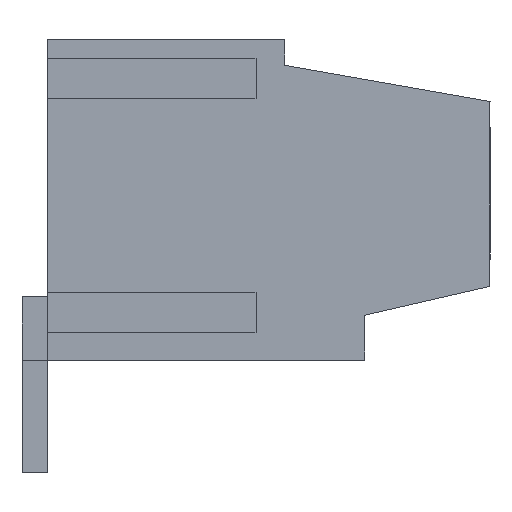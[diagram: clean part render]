
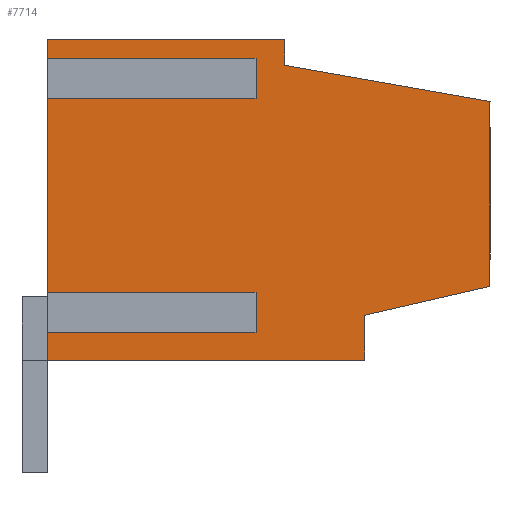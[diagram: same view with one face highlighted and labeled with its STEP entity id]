
A CAD part, left-side view. The second image highlights one B-rep face of the part: STEP entity #7714.
In plain terms, the highlighted planar face has unit normal (-1, 0, 0).
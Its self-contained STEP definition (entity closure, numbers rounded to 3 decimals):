
#7651=AXIS2_PLACEMENT_3D('Plane Axis2P3D',#7648,#7649,#7650) ;
#6698=CARTESIAN_POINT('Vertex',(0.55,13.8,3.5)) ;
#6701=CARTESIAN_POINT('Line Origine',(0.55,13.8,4.097)) ;
#6705=CARTESIAN_POINT('Vertex',(0.55,13.8,4.694)) ;
#6726=CARTESIAN_POINT('Vertex',(0.55,13.8,5.306)) ;
#6729=CARTESIAN_POINT('Line Origine',(0.55,13.8,8.65)) ;
#6733=CARTESIAN_POINT('Vertex',(0.55,13.8,11.994)) ;
#6754=CARTESIAN_POINT('Vertex',(0.55,13.8,12.606)) ;
#6757=CARTESIAN_POINT('Line Origine',(0.55,13.8,13.053)) ;
#6761=CARTESIAN_POINT('Vertex',(0.55,13.8,13.5)) ;
#7209=CARTESIAN_POINT('Line Origine',(0.55,10.1,13.5)) ;
#7213=CARTESIAN_POINT('Vertex',(0.55,6.4,13.5)) ;
#7302=CARTESIAN_POINT('Line Origine',(0.55,6.4,13.1)) ;
#7306=CARTESIAN_POINT('Vertex',(0.55,6.4,12.7)) ;
#7327=CARTESIAN_POINT('Line Origine',(0.55,3.2,12.136)) ;
#7331=CARTESIAN_POINT('Vertex',(0.55,0.,11.572)) ;
#7352=CARTESIAN_POINT('Line Origine',(0.55,0.,8.686)) ;
#7356=CARTESIAN_POINT('Vertex',(0.55,0.,5.8)) ;
#7413=CARTESIAN_POINT('Line Origine',(0.55,1.95,5.35)) ;
#7417=CARTESIAN_POINT('Vertex',(0.55,3.9,4.9)) ;
#7548=CARTESIAN_POINT('Vertex',(0.55,3.9,3.5)) ;
#7551=CARTESIAN_POINT('Line Origine',(0.55,8.85,3.5)) ;
#7648=CARTESIAN_POINT('Axis2P3D Location',(0.55,14.6,0.)) ;
#7653=CARTESIAN_POINT('Line Origine',(0.55,10.55,5.306)) ;
#7657=CARTESIAN_POINT('Vertex',(0.55,7.3,5.306)) ;
#7660=CARTESIAN_POINT('Line Origine',(0.55,7.3,5.)) ;
#7664=CARTESIAN_POINT('Vertex',(0.55,7.3,4.694)) ;
#7667=CARTESIAN_POINT('Line Origine',(0.55,10.55,4.694)) ;
#7672=CARTESIAN_POINT('Line Origine',(0.55,3.9,4.2)) ;
#7677=CARTESIAN_POINT('Line Origine',(0.55,10.55,12.606)) ;
#7681=CARTESIAN_POINT('Vertex',(0.55,7.3,12.606)) ;
#7684=CARTESIAN_POINT('Line Origine',(0.55,7.3,12.3)) ;
#7688=CARTESIAN_POINT('Vertex',(0.55,7.3,11.994)) ;
#7691=CARTESIAN_POINT('Line Origine',(0.55,10.55,11.994)) ;
#6702=DIRECTION('Vector Direction',(0.,0.,-1.)) ;
#6730=DIRECTION('Vector Direction',(0.,0.,-1.)) ;
#6758=DIRECTION('Vector Direction',(0.,0.,-1.)) ;
#7210=DIRECTION('Vector Direction',(0.,1.,0.)) ;
#7303=DIRECTION('Vector Direction',(0.,0.,1.)) ;
#7328=DIRECTION('Vector Direction',(0.,0.985,0.174)) ;
#7353=DIRECTION('Vector Direction',(0.,0.,1.)) ;
#7414=DIRECTION('Vector Direction',(0.,-0.974,0.225)) ;
#7552=DIRECTION('Vector Direction',(0.,-1.,0.)) ;
#7649=DIRECTION('Axis2P3D Direction',(-1.,0.,0.)) ;
#7650=DIRECTION('Axis2P3D XDirection',(0.,-1.,0.)) ;
#7654=DIRECTION('Vector Direction',(0.,-1.,0.)) ;
#7661=DIRECTION('Vector Direction',(0.,0.,-1.)) ;
#7668=DIRECTION('Vector Direction',(0.,-1.,0.)) ;
#7673=DIRECTION('Vector Direction',(0.,0.,1.)) ;
#7678=DIRECTION('Vector Direction',(0.,-1.,0.)) ;
#7685=DIRECTION('Vector Direction',(0.,0.,-1.)) ;
#7692=DIRECTION('Vector Direction',(0.,-1.,0.)) ;
#6703=VECTOR('Line Direction',#6702,1.) ;
#6731=VECTOR('Line Direction',#6730,1.) ;
#6759=VECTOR('Line Direction',#6758,1.) ;
#7211=VECTOR('Line Direction',#7210,1.) ;
#7304=VECTOR('Line Direction',#7303,1.) ;
#7329=VECTOR('Line Direction',#7328,1.) ;
#7354=VECTOR('Line Direction',#7353,1.) ;
#7415=VECTOR('Line Direction',#7414,1.) ;
#7553=VECTOR('Line Direction',#7552,1.) ;
#7655=VECTOR('Line Direction',#7654,1.) ;
#7662=VECTOR('Line Direction',#7661,1.) ;
#7669=VECTOR('Line Direction',#7668,1.) ;
#7674=VECTOR('Line Direction',#7673,1.) ;
#7679=VECTOR('Line Direction',#7678,1.) ;
#7686=VECTOR('Line Direction',#7685,1.) ;
#7693=VECTOR('Line Direction',#7692,1.) ;
#7697=ORIENTED_EDGE('',*,*,#6735,.T.) ;
#7698=ORIENTED_EDGE('',*,*,#7659,.T.) ;
#7699=ORIENTED_EDGE('',*,*,#7666,.T.) ;
#7700=ORIENTED_EDGE('',*,*,#7671,.F.) ;
#7701=ORIENTED_EDGE('',*,*,#6707,.T.) ;
#7702=ORIENTED_EDGE('',*,*,#7555,.T.) ;
#7703=ORIENTED_EDGE('',*,*,#7676,.T.) ;
#7704=ORIENTED_EDGE('',*,*,#7419,.T.) ;
#7705=ORIENTED_EDGE('',*,*,#7358,.T.) ;
#7706=ORIENTED_EDGE('',*,*,#7333,.T.) ;
#7707=ORIENTED_EDGE('',*,*,#7308,.T.) ;
#7708=ORIENTED_EDGE('',*,*,#7215,.T.) ;
#7709=ORIENTED_EDGE('',*,*,#6763,.T.) ;
#7710=ORIENTED_EDGE('',*,*,#7683,.T.) ;
#7711=ORIENTED_EDGE('',*,*,#7690,.T.) ;
#7712=ORIENTED_EDGE('',*,*,#7695,.F.) ;
#7714=ADVANCED_FACE('HOUSING',(#7713),#7652,.T.) ;
#6707=EDGE_CURVE('',#6706,#6699,#6704,.T.) ;
#6735=EDGE_CURVE('',#6734,#6727,#6732,.T.) ;
#6763=EDGE_CURVE('',#6762,#6755,#6760,.T.) ;
#7215=EDGE_CURVE('',#7214,#6762,#7212,.T.) ;
#7308=EDGE_CURVE('',#7307,#7214,#7305,.T.) ;
#7333=EDGE_CURVE('',#7332,#7307,#7330,.T.) ;
#7358=EDGE_CURVE('',#7357,#7332,#7355,.T.) ;
#7419=EDGE_CURVE('',#7418,#7357,#7416,.T.) ;
#7555=EDGE_CURVE('',#6699,#7549,#7554,.T.) ;
#7659=EDGE_CURVE('',#6727,#7658,#7656,.T.) ;
#7666=EDGE_CURVE('',#7658,#7665,#7663,.T.) ;
#7671=EDGE_CURVE('',#6706,#7665,#7670,.T.) ;
#7676=EDGE_CURVE('',#7549,#7418,#7675,.T.) ;
#7683=EDGE_CURVE('',#6755,#7682,#7680,.T.) ;
#7690=EDGE_CURVE('',#7682,#7689,#7687,.T.) ;
#7695=EDGE_CURVE('',#6734,#7689,#7694,.T.) ;
#7696=EDGE_LOOP('',(#7697,#7698,#7699,#7700,#7701,#7702,#7703,#7704,#7705,#7706,#7707,#7708,#7709,#7710,#7711,#7712)) ;
#7713=FACE_OUTER_BOUND('',#7696,.T.) ;
#6704=LINE('Line',#6701,#6703) ;
#6732=LINE('Line',#6729,#6731) ;
#6760=LINE('Line',#6757,#6759) ;
#7212=LINE('Line',#7209,#7211) ;
#7305=LINE('Line',#7302,#7304) ;
#7330=LINE('Line',#7327,#7329) ;
#7355=LINE('Line',#7352,#7354) ;
#7416=LINE('Line',#7413,#7415) ;
#7554=LINE('Line',#7551,#7553) ;
#7656=LINE('Line',#7653,#7655) ;
#7663=LINE('Line',#7660,#7662) ;
#7670=LINE('Line',#7667,#7669) ;
#7675=LINE('Line',#7672,#7674) ;
#7680=LINE('Line',#7677,#7679) ;
#7687=LINE('Line',#7684,#7686) ;
#7694=LINE('Line',#7691,#7693) ;
#7652=PLANE('',#7651) ;
#6699=VERTEX_POINT('',#6698) ;
#6706=VERTEX_POINT('',#6705) ;
#6727=VERTEX_POINT('',#6726) ;
#6734=VERTEX_POINT('',#6733) ;
#6755=VERTEX_POINT('',#6754) ;
#6762=VERTEX_POINT('',#6761) ;
#7214=VERTEX_POINT('',#7213) ;
#7307=VERTEX_POINT('',#7306) ;
#7332=VERTEX_POINT('',#7331) ;
#7357=VERTEX_POINT('',#7356) ;
#7418=VERTEX_POINT('',#7417) ;
#7549=VERTEX_POINT('',#7548) ;
#7658=VERTEX_POINT('',#7657) ;
#7665=VERTEX_POINT('',#7664) ;
#7682=VERTEX_POINT('',#7681) ;
#7689=VERTEX_POINT('',#7688) ;
